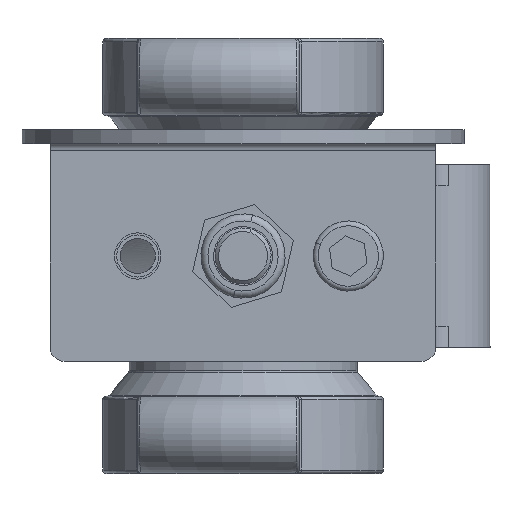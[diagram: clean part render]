
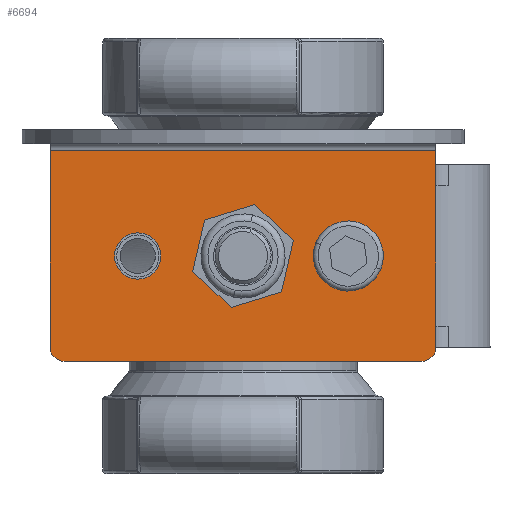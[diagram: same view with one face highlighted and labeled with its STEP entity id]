
A CAD part, left-side view. The second image highlights one B-rep face of the part: STEP entity #6694.
In plain terms, the highlighted planar face has unit normal (-1, 0, 0).
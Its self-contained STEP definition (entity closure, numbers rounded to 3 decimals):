
#135 = EDGE_LOOP ( 'NONE', ( #6413, #1447 ) ) ;
#147 = DIRECTION ( 'NONE',  ( 0., 1., 0. ) ) ;
#395 = EDGE_CURVE ( 'NONE', #5617, #11935, #2089, .T. ) ;
#559 = VECTOR ( 'NONE', #2959, 1000. ) ;
#664 = EDGE_LOOP ( 'NONE', ( #8893, #2568 ) ) ;
#847 = DIRECTION ( 'NONE',  ( 1., 0., 0. ) ) ;
#1010 = ORIENTED_EDGE ( 'NONE', *, *, #8919, .F. ) ;
#1142 = DIRECTION ( 'NONE',  ( 1., 0., 0. ) ) ;
#1341 = CIRCLE ( 'NONE', #10305, 2.5 ) ;
#1426 = LINE ( 'NONE', #11128, #11912 ) ;
#1447 = ORIENTED_EDGE ( 'NONE', *, *, #12398, .T. ) ;
#1551 = DIRECTION ( 'NONE',  ( 0., 0., -1. ) ) ;
#2089 = CIRCLE ( 'NONE', #3864, 2. ) ;
#2122 = CARTESIAN_POINT ( 'NONE',  ( 96.396, 27.5, -32.996 ) ) ;
#2266 = AXIS2_PLACEMENT_3D ( 'NONE', #10106, #14987, #8916 ) ;
#2319 = DIRECTION ( 'NONE',  ( -1., 0., 0. ) ) ;
#2535 = CARTESIAN_POINT ( 'NONE',  ( 96.396, -15., -18. ) ) ;
#2568 = ORIENTED_EDGE ( 'NONE', *, *, #14840, .T. ) ;
#2629 = DIRECTION ( 'NONE',  ( 0., 0., 1. ) ) ;
#2959 = DIRECTION ( 'NONE',  ( 0., 0., -1. ) ) ;
#3530 = CARTESIAN_POINT ( 'NONE',  ( 96.396, -15., -20.5 ) ) ;
#3654 = CIRCLE ( 'NONE', #4689, 4.5 ) ;
#3762 = LINE ( 'NONE', #9935, #9811 ) ;
#3798 = CARTESIAN_POINT ( 'NONE',  ( 96.396, 27.5, -30.996 ) ) ;
#3864 = AXIS2_PLACEMENT_3D ( 'NONE', #11342, #3967, #1551 ) ;
#3967 = DIRECTION ( 'NONE',  ( -1., 0., 0. ) ) ;
#4107 = CIRCLE ( 'NONE', #6968, 3.3 ) ;
#4533 = EDGE_LOOP ( 'NONE', ( #13316, #6384 ) ) ;
#4689 = AXIS2_PLACEMENT_3D ( 'NONE', #11480, #15161, #9248 ) ;
#4966 = EDGE_CURVE ( 'NONE', #15114, #5096, #1341, .T. ) ;
#5015 = DIRECTION ( 'NONE',  ( 0., 0., -1. ) ) ;
#5096 = VERTEX_POINT ( 'NONE', #3530 ) ;
#5412 = VERTEX_POINT ( 'NONE', #13260 ) ;
#5617 = VERTEX_POINT ( 'NONE', #3798 ) ;
#5661 = CARTESIAN_POINT ( 'NONE',  ( 96.396, 25.5, -32.996 ) ) ;
#5838 = VERTEX_POINT ( 'NONE', #10441 ) ;
#5843 = DIRECTION ( 'NONE',  ( 0., 0., -1. ) ) ;
#6012 = VERTEX_POINT ( 'NONE', #6474 ) ;
#6025 = EDGE_CURVE ( 'NONE', #15754, #6012, #1426, .T. ) ;
#6073 = CARTESIAN_POINT ( 'NONE',  ( 96.396, 15., -14.7 ) ) ;
#6114 = CARTESIAN_POINT ( 'NONE',  ( 96.396, 146.81, 40.789 ) ) ;
#6192 = FACE_BOUND ( 'NONE', #135, .T. ) ;
#6276 = PLANE ( 'NONE',  #11081 ) ;
#6384 = ORIENTED_EDGE ( 'NONE', *, *, #4966, .T. ) ;
#6413 = ORIENTED_EDGE ( 'NONE', *, *, #9948, .T. ) ;
#6474 = CARTESIAN_POINT ( 'NONE',  ( 96.396, 27.5, -3. ) ) ;
#6694 = ADVANCED_FACE ( 'NONE', ( #13488, #12211, #6192, #14610 ), #6276, .F. ) ;
#6968 = AXIS2_PLACEMENT_3D ( 'NONE', #13172, #1142, #10924 ) ;
#7421 = DIRECTION ( 'NONE',  ( 1., 0., 0. ) ) ;
#7590 = CIRCLE ( 'NONE', #12975, 2.5 ) ;
#7851 = CARTESIAN_POINT ( 'NONE',  ( 96.396, -27.5, -32.996 ) ) ;
#7858 = DIRECTION ( 'NONE',  ( 1., 0., 0. ) ) ;
#8010 = ORIENTED_EDGE ( 'NONE', *, *, #12981, .T. ) ;
#8156 = EDGE_CURVE ( 'NONE', #13290, #13636, #4107, .T. ) ;
#8337 = ORIENTED_EDGE ( 'NONE', *, *, #6025, .T. ) ;
#8634 = CIRCLE ( 'NONE', #9408, 4.5 ) ;
#8651 = CARTESIAN_POINT ( 'NONE',  ( 96.396, -27.5, -3. ) ) ;
#8893 = ORIENTED_EDGE ( 'NONE', *, *, #8156, .T. ) ;
#8916 = DIRECTION ( 'NONE',  ( 0., 0., -1. ) ) ;
#8919 = EDGE_CURVE ( 'NONE', #5412, #11935, #10694, .T. ) ;
#9116 = EDGE_CURVE ( 'NONE', #15754, #9428, #10416, .T. ) ;
#9248 = DIRECTION ( 'NONE',  ( 0., 0., -1. ) ) ;
#9269 = CARTESIAN_POINT ( 'NONE',  ( 96.396, -15., -15.5 ) ) ;
#9408 = AXIS2_PLACEMENT_3D ( 'NONE', #11748, #847, #10539 ) ;
#9428 = VERTEX_POINT ( 'NONE', #13345 ) ;
#9538 = CARTESIAN_POINT ( 'NONE',  ( 96.396, -25.5, -30.996 ) ) ;
#9590 = ORIENTED_EDGE ( 'NONE', *, *, #10532, .F. ) ;
#9811 = VECTOR ( 'NONE', #2629, 1000. ) ;
#9826 = CARTESIAN_POINT ( 'NONE',  ( 96.396, 15., -21.3 ) ) ;
#9935 = CARTESIAN_POINT ( 'NONE',  ( 96.396, 27.5, 3.504 ) ) ;
#9948 = EDGE_CURVE ( 'NONE', #15391, #5838, #3654, .T. ) ;
#10106 = CARTESIAN_POINT ( 'NONE',  ( 96.396, 15., -18. ) ) ;
#10305 = AXIS2_PLACEMENT_3D ( 'NONE', #11462, #7858, #10422 ) ;
#10416 = LINE ( 'NONE', #7851, #559 ) ;
#10422 = DIRECTION ( 'NONE',  ( 0., 0., -1. ) ) ;
#10441 = CARTESIAN_POINT ( 'NONE',  ( 96.396, 0., -13.5 ) ) ;
#10532 = EDGE_CURVE ( 'NONE', #5617, #6012, #3762, .T. ) ;
#10539 = DIRECTION ( 'NONE',  ( 0., 0., -1. ) ) ;
#10694 = LINE ( 'NONE', #2122, #15382 ) ;
#10924 = DIRECTION ( 'NONE',  ( 0., 0., -1. ) ) ;
#11081 = AXIS2_PLACEMENT_3D ( 'NONE', #6114, #11167, #14849 ) ;
#11128 = CARTESIAN_POINT ( 'NONE',  ( 96.396, 146.81, -3. ) ) ;
#11155 = CIRCLE ( 'NONE', #14485, 2. ) ;
#11167 = DIRECTION ( 'NONE',  ( 1., 0., 0. ) ) ;
#11342 = CARTESIAN_POINT ( 'NONE',  ( 96.396, 25.5, -30.996 ) ) ;
#11462 = CARTESIAN_POINT ( 'NONE',  ( 96.396, -15., -18. ) ) ;
#11480 = CARTESIAN_POINT ( 'NONE',  ( 96.396, 0., -18. ) ) ;
#11505 = ORIENTED_EDGE ( 'NONE', *, *, #395, .T. ) ;
#11748 = CARTESIAN_POINT ( 'NONE',  ( 96.396, 0., -18. ) ) ;
#11912 = VECTOR ( 'NONE', #147, 1000. ) ;
#11935 = VERTEX_POINT ( 'NONE', #5661 ) ;
#12121 = EDGE_CURVE ( 'NONE', #5096, #15114, #7590, .T. ) ;
#12211 = FACE_BOUND ( 'NONE', #4533, .T. ) ;
#12398 = EDGE_CURVE ( 'NONE', #5838, #15391, #8634, .T. ) ;
#12975 = AXIS2_PLACEMENT_3D ( 'NONE', #2535, #7421, #5015 ) ;
#12981 = EDGE_CURVE ( 'NONE', #5412, #9428, #11155, .T. ) ;
#13172 = CARTESIAN_POINT ( 'NONE',  ( 96.396, 15., -18. ) ) ;
#13260 = CARTESIAN_POINT ( 'NONE',  ( 96.396, -25.5, -32.996 ) ) ;
#13290 = VERTEX_POINT ( 'NONE', #9826 ) ;
#13316 = ORIENTED_EDGE ( 'NONE', *, *, #12121, .T. ) ;
#13345 = CARTESIAN_POINT ( 'NONE',  ( 96.396, -27.5, -30.996 ) ) ;
#13487 = CARTESIAN_POINT ( 'NONE',  ( 96.396, 0., -22.5 ) ) ;
#13488 = FACE_BOUND ( 'NONE', #664, .T. ) ;
#13489 = ORIENTED_EDGE ( 'NONE', *, *, #9116, .F. ) ;
#13636 = VERTEX_POINT ( 'NONE', #6073 ) ;
#14485 = AXIS2_PLACEMENT_3D ( 'NONE', #9538, #2319, #5843 ) ;
#14610 = FACE_OUTER_BOUND ( 'NONE', #14776, .T. ) ;
#14776 = EDGE_LOOP ( 'NONE', ( #9590, #11505, #1010, #8010, #13489, #8337 ) ) ;
#14840 = EDGE_CURVE ( 'NONE', #13636, #13290, #15316, .T. ) ;
#14849 = DIRECTION ( 'NONE',  ( 0., 0., -1. ) ) ;
#14987 = DIRECTION ( 'NONE',  ( 1., 0., 0. ) ) ;
#15114 = VERTEX_POINT ( 'NONE', #9269 ) ;
#15161 = DIRECTION ( 'NONE',  ( 1., 0., 0. ) ) ;
#15316 = CIRCLE ( 'NONE', #2266, 3.3 ) ;
#15382 = VECTOR ( 'NONE', #15574, 1000. ) ;
#15391 = VERTEX_POINT ( 'NONE', #13487 ) ;
#15574 = DIRECTION ( 'NONE',  ( 0., 1., 0. ) ) ;
#15754 = VERTEX_POINT ( 'NONE', #8651 ) ;
